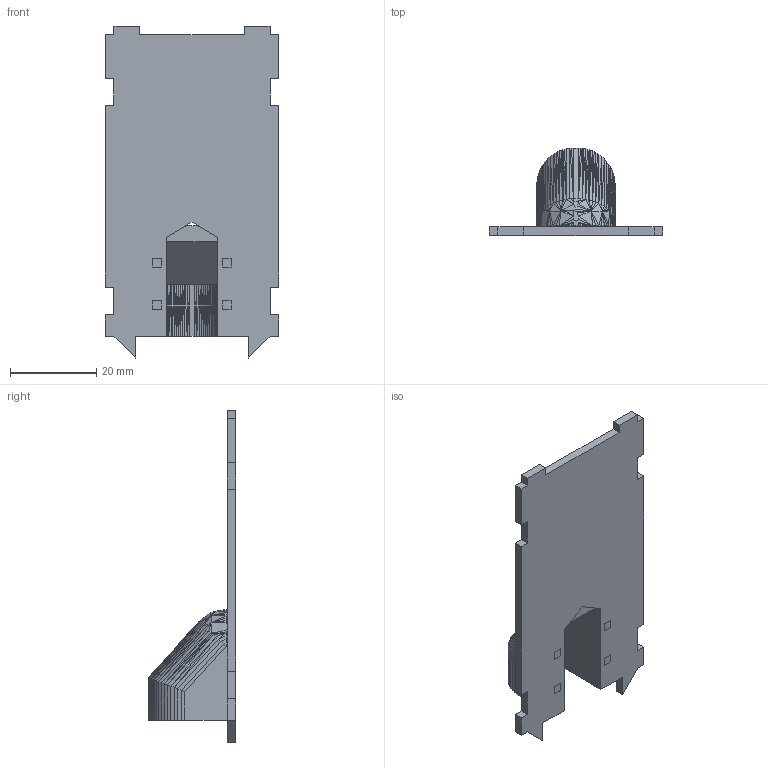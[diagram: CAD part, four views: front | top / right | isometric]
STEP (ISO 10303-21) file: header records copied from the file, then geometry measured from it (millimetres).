
FILE_DESCRIPTION (( 'STEP AP214' ), '1' );
FILE_NAME ('concent1.STEP', '2018-02-28T05:45:03', ( '' ), ( '' ), 'SwSTEP 2.0', 'SolidWorks 2015', '' );
FILE_SCHEMA (( 'AUTOMOTIVE_DESIGN' ));
Length unit declared in the file: millimetre
Products named in the file (3): 20180228_concent_top; 20180228_concent; concent1
Assembly tree (2 placements, depth 2):
  concent1
    20180228_concent
    20180228_concent_top
Bounding box: 40.2 x 20.3 x 77 mm (x, y, z)
Volume: 7802.2 mm3; surface area: 7884.7 mm2
Topology: 2 solids, 2 shells, 434 faces, 887 edges, 457 vertices
Faces by surface type: plane 434
Entity records: 10733 total; most frequent: CARTESIAN_POINT 1783, ORIENTED_EDGE 1774, DIRECTION 1765, VECTOR 887, EDGE_CURVE 887, LINE 887, VERTEX_POINT 457, EDGE_LOOP 442
